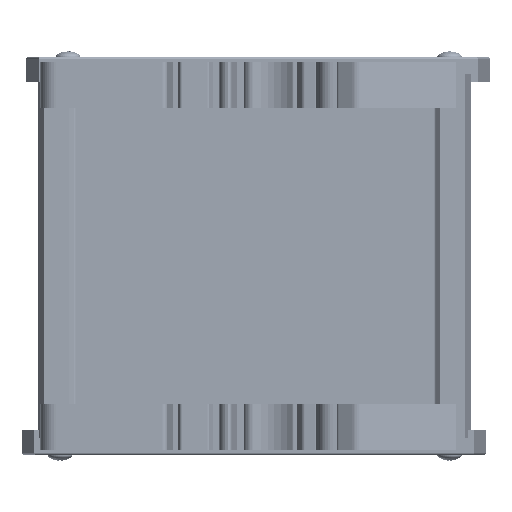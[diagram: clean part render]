
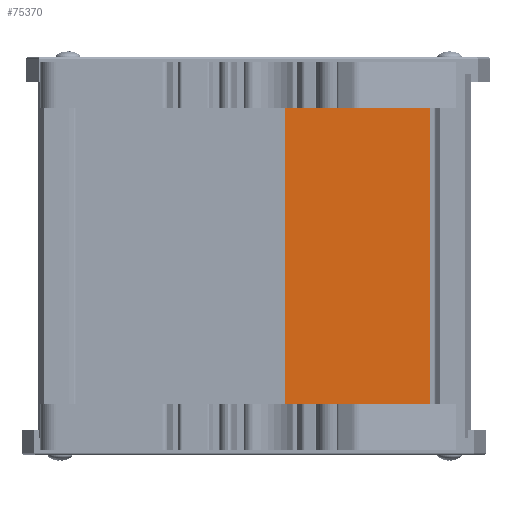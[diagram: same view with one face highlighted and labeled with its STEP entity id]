
A CAD part, front view. The second image highlights one B-rep face of the part: STEP entity #75370.
In plain terms, the highlighted planar face has unit normal (0.002, -1, 0).
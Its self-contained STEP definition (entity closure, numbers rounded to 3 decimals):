
#75314=CARTESIAN_POINT('',(-530.109,-523.966,77.0));
#75315=VERTEX_POINT('',#75314);
#75322=CARTESIAN_POINT('',(-530.109,-523.966,0.0));
#75323=VERTEX_POINT('',#75322);
#75324=CARTESIAN_POINT('',(-530.109,-523.966,0.0));
#75325=DIRECTION('',(0.0,0.0,1.0));
#75326=VECTOR('',#75325,77.0);
#75327=LINE('',#75324,#75326);
#75328=EDGE_CURVE('',#75323,#75315,#75327,.T.);
#75340=CARTESIAN_POINT('',(-530.109,-523.966,0.0));
#75341=DIRECTION('',(0.0,-1.0,0.0));
#75342=DIRECTION('',(0.0,0.0,-1.0));
#75343=AXIS2_PLACEMENT_3D('',#75340,#75341,#75342);
#75344=PLANE('',#75343);
#75345=CARTESIAN_POINT('',(-558.93,-523.966,77.0));
#75346=VERTEX_POINT('',#75345);
#75347=CARTESIAN_POINT('',(-530.109,-523.966,77.0));
#75348=DIRECTION('',(-1.0,0.0,0.0));
#75349=VECTOR('',#75348,28.821);
#75350=LINE('',#75347,#75349);
#75351=EDGE_CURVE('',#75315,#75346,#75350,.T.);
#75352=ORIENTED_EDGE('',*,*,#75351,.T.);
#75353=CARTESIAN_POINT('',(-558.93,-523.966,0.0));
#75354=VERTEX_POINT('',#75353);
#75355=CARTESIAN_POINT('',(-558.93,-523.966,0.0));
#75356=DIRECTION('',(0.0,0.0,1.0));
#75357=VECTOR('',#75356,77.0);
#75358=LINE('',#75355,#75357);
#75359=EDGE_CURVE('',#75354,#75346,#75358,.T.);
#75360=ORIENTED_EDGE('',*,*,#75359,.F.);
#75361=CARTESIAN_POINT('',(-558.93,-523.966,0.0));
#75362=DIRECTION('',(1.0,0.0,0.0));
#75363=VECTOR('',#75362,28.821);
#75364=LINE('',#75361,#75363);
#75365=EDGE_CURVE('',#75354,#75323,#75364,.T.);
#75366=ORIENTED_EDGE('',*,*,#75365,.T.);
#75367=ORIENTED_EDGE('',*,*,#75328,.T.);
#75368=EDGE_LOOP('',(#75352,#75360,#75366,#75367));
#75369=FACE_OUTER_BOUND('',#75368,.T.);
#75370=ADVANCED_FACE('',(#75369),#75344,.T.);
